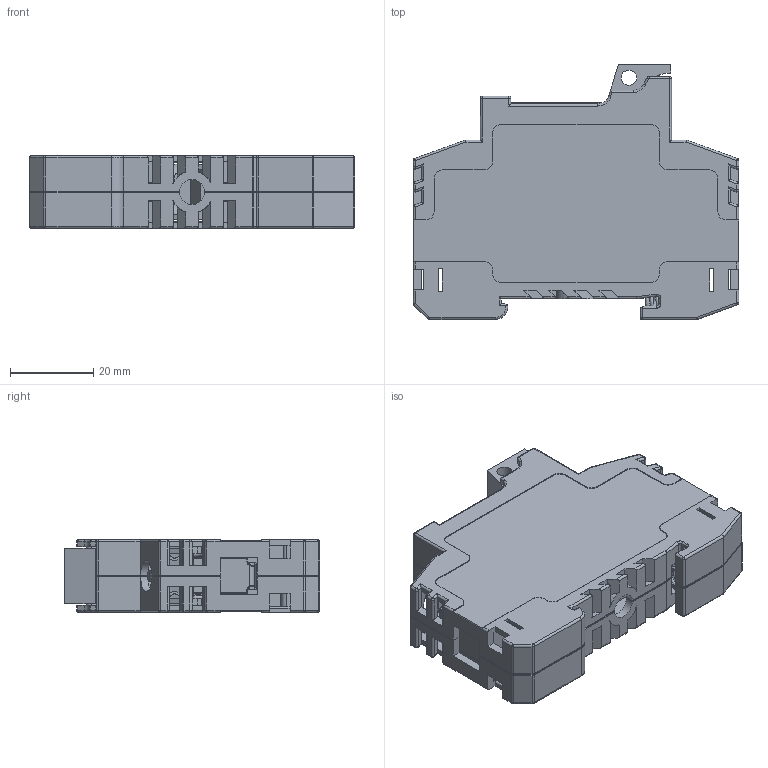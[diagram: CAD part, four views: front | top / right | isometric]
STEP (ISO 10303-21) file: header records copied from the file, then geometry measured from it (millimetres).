
FILE_DESCRIPTION(/* description */ (''),/* implementation_level */ '2;1');
FILE_NAME(/* name */ 'RT18-32.stp',/* time_stamp */ '2023-09-28T09:29:30+08:00',/* author */ (''),/* organization */ (''),/* preprocessor_version */ 'ST-DEVELOPER v16',/* originating_system */ 'SIEMENS PLM Software NX 10.0',/* authorisation */ '');
FILE_SCHEMA (('CONFIG_CONTROL_DESIGN'));
Products named in the file (1): 32不带灯
Bounding box: 78 x 61.13 x 17.4 mm (x, y, z)
Volume: 25557.8 mm3; surface area: 41087.2 mm2
Topology: 19 solids, 19 shells, 1985 faces, 5596 edges, 3571 vertices
Faces by surface type: plane 1295, cylinder 542, torus 52, bspline 45, sphere 34, extrusion 12, cone 5
Full cylindrical faces by diameter (mm): 1.3 x9, 2 x4, 2.1 x4, 3.7 x1, 3.8 x1, 4 x3, 4.5 x2, 5 x6, 5.5 x3, 6.5 x3, 6.9 x2, 7.2 x2, 8 x3
Entity records: 81442 total; most frequent: CARTESIAN_POINT 30199, ORIENTED_EDGE 10940, DIRECTION 10348, EDGE_CURVE 5470, VECTOR 4002, LINE 3990, VERTEX_POINT 3558, AXIS2_PLACEMENT_3D 3173
